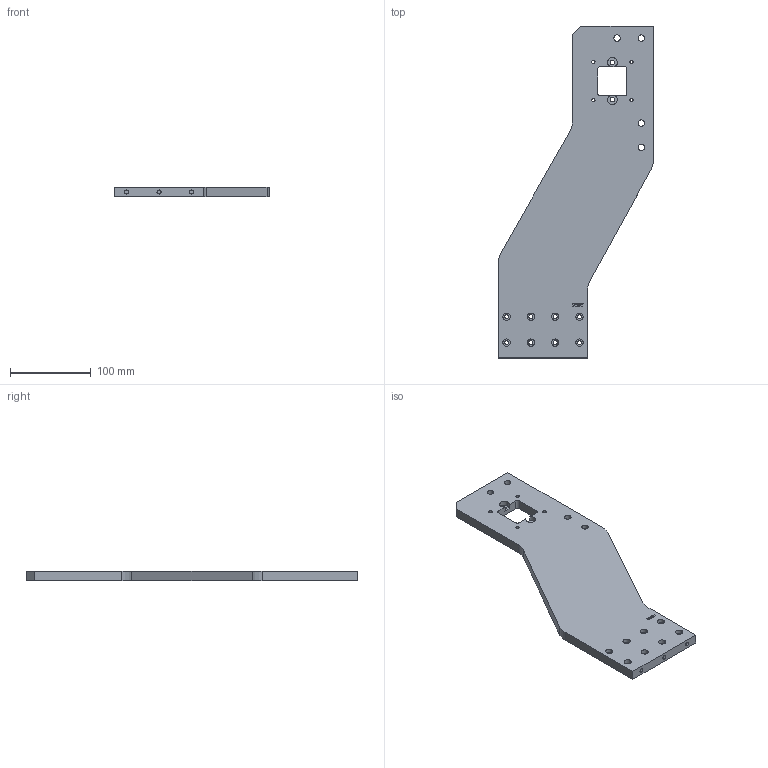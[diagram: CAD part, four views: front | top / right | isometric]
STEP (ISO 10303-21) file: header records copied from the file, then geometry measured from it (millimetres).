
FILE_DESCRIPTION (( 'STEP AP203' ), '1' );
FILE_NAME ('flanc portique droit v1.STEP', '2012-12-21T12:33:16', ( 'Alex' ), ( '' ), 'SwSTEP 2.0', 'SolidWorks 2012', '' );
FILE_SCHEMA (( 'CONFIG_CONTROL_DESIGN' ));
Length unit declared in the file: millimetre
Products named in the file (1): flanc portique droit v1
Bounding box: 191.46 x 410 x 12 mm (x, y, z)
Volume: 531699.1 mm3; surface area: 108556.5 mm2
Topology: 1 solids, 1 shells, 155 faces, 402 edges, 268 vertices
Faces by surface type: cylinder 72, plane 65, bspline 18
Entity records: 6137 total; most frequent: CARTESIAN_POINT 2156, ORIENTED_EDGE 804, DIRECTION 786, EDGE_CURVE 402, AXIS2_PLACEMENT_3D 282, VERTEX_POINT 268, VECTOR 222, LINE 222
